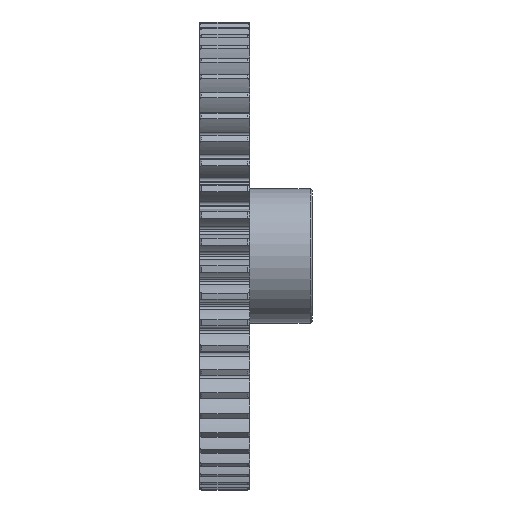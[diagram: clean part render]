
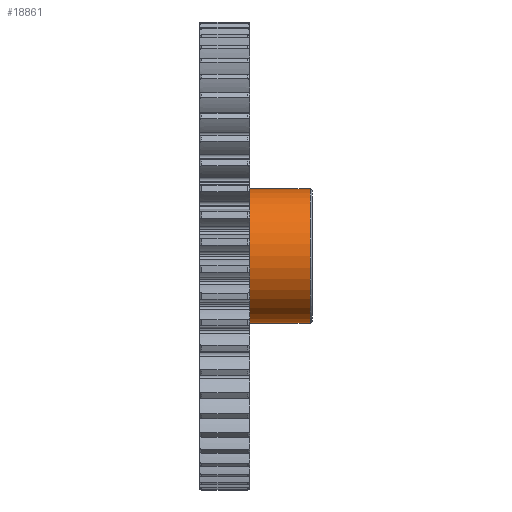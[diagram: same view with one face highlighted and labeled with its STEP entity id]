
A CAD part, top view. The second image highlights one B-rep face of the part: STEP entity #18861.
In plain terms, the highlighted cylindrical face has radius 8.533 mm (diameter 17.066 mm), a partial arc.
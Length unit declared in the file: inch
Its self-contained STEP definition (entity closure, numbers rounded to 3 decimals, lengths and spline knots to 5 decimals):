
#8345=CARTESIAN_POINT('',(0.0625,0.,0.));
#8346=DIRECTION('',(-1.,0.,0.));
#8347=DIRECTION('',(0.,0.,-1.));
#8348=AXIS2_PLACEMENT_3D('',#8345,#8346,#8347);
#8365=DIRECTION('',(-1.,0.,0.));
#8366=VECTOR('',#8365,0.0625);
#8367=CARTESIAN_POINT('',(0.125,0.,-0.33594));
#8368=LINE('',#8367,#8366);
#8369=CARTESIAN_POINT('',(0.125,0.,0.));
#8370=DIRECTION('',(1.,0.,0.));
#8371=DIRECTION('',(0.,1.,0.));
#8372=AXIS2_PLACEMENT_3D('',#8369,#8370,#8371);
#8374=CARTESIAN_POINT('',(0.42578,0.,0.));
#8375=DIRECTION('',(1.,0.,0.));
#8376=DIRECTION('',(0.,1.,0.));
#8377=AXIS2_PLACEMENT_3D('',#8374,#8375,#8376);
#8379=DIRECTION('',(-1.,0.,0.));
#8380=VECTOR('',#8379,0.30078);
#8381=CARTESIAN_POINT('',(0.42578,0.33594,0.));
#8382=LINE('',#8381,#8380);
#8383=DIRECTION('',(-1.,0.,0.));
#8384=VECTOR('',#8383,0.0625);
#8385=CARTESIAN_POINT('',(0.125,0.,0.33594));
#8386=LINE('',#8385,#8384);
#8387=CARTESIAN_POINT('',(0.125,0.,0.));
#8388=DIRECTION('',(1.,0.,0.));
#8389=DIRECTION('',(0.,-1.,0.));
#8390=AXIS2_PLACEMENT_3D('',#8387,#8388,#8389);
#8392=DIRECTION('',(-1.,0.,0.));
#8393=VECTOR('',#8392,0.30078);
#8394=CARTESIAN_POINT('',(0.42578,-0.33594,0.));
#8395=LINE('',#8394,#8393);
#10100=CARTESIAN_POINT('',(0.42578,0.33594,0.));
#10102=VERTEX_POINT('',#10100);
#10104=CARTESIAN_POINT('',(0.42578,-0.33594,0.));
#10106=VERTEX_POINT('',#10104);
#10107=CARTESIAN_POINT('',(0.0625,0.,-0.33594));
#10108=CARTESIAN_POINT('',(0.0625,0.,0.33594));
#10109=VERTEX_POINT('',#10107);
#10110=VERTEX_POINT('',#10108);
#10115=CARTESIAN_POINT('',(0.125,-0.33594,0.));
#10116=CARTESIAN_POINT('',(0.125,0.,-0.33594));
#10117=VERTEX_POINT('',#10115);
#10118=VERTEX_POINT('',#10116);
#10119=CARTESIAN_POINT('',(0.125,0.33594,0.));
#10120=CARTESIAN_POINT('',(0.125,0.,0.33594));
#10121=VERTEX_POINT('',#10119);
#10122=VERTEX_POINT('',#10120);
#18839=CARTESIAN_POINT('',(-0.02188,0.,0.));
#18840=DIRECTION('',(1.,0.,0.));
#18841=DIRECTION('',(0.,-1.,0.));
#18842=AXIS2_PLACEMENT_3D('',#18839,#18840,#18841);
#18843=CYLINDRICAL_SURFACE('',#18842,0.33594);
#18845=ORIENTED_EDGE('',*,*,#18844,.T.);
#18847=ORIENTED_EDGE('',*,*,#18846,.T.);
#18849=ORIENTED_EDGE('',*,*,#18848,.T.);
#18850=ORIENTED_EDGE('',*,*,#18832,.T.);
#18852=ORIENTED_EDGE('',*,*,#18851,.F.);
#18854=ORIENTED_EDGE('',*,*,#18853,.F.);
#18856=ORIENTED_EDGE('',*,*,#18855,.F.);
#18858=ORIENTED_EDGE('',*,*,#18857,.T.);
#18859=EDGE_LOOP('',(#18845,#18847,#18849,#18850,#18852,#18854,#18856,#18858));
#18860=FACE_OUTER_BOUND('',#18859,.F.);
#18861=ADVANCED_FACE('',(#18860),#18843,.T.);
#8349=CIRCLE('',#8348,0.33594);
#8373=CIRCLE('',#8372,0.33594);
#8378=CIRCLE('',#8377,0.33594);
#8391=CIRCLE('',#8390,0.33594);
#18832=EDGE_CURVE('',#10109,#10110,#8349,.T.);
#18844=EDGE_CURVE('',#10106,#10117,#8395,.T.);
#18846=EDGE_CURVE('',#10117,#10118,#8391,.T.);
#18848=EDGE_CURVE('',#10118,#10109,#8368,.T.);
#18851=EDGE_CURVE('',#10122,#10110,#8386,.T.);
#18853=EDGE_CURVE('',#10121,#10122,#8373,.T.);
#18855=EDGE_CURVE('',#10102,#10121,#8382,.T.);
#18857=EDGE_CURVE('',#10102,#10106,#8378,.T.);
